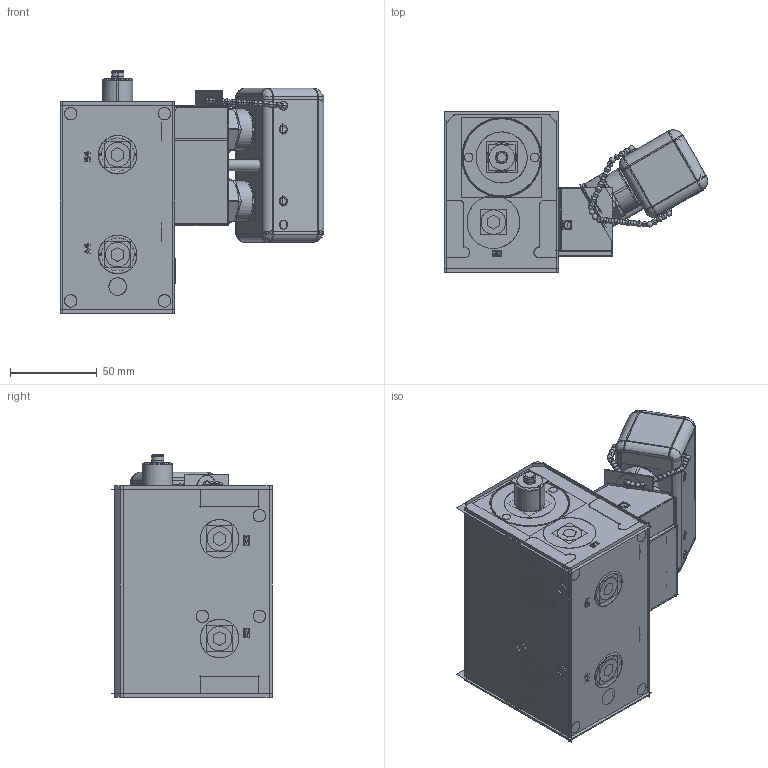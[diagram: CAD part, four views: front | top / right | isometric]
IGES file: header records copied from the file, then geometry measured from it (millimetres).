
Start section:  PTC IGES file: ilc56000524.igs
Global section: file name: ilc56000524.igs; native system: Creo Parametric by Parametric Technology Corporation; preprocessor: 2013320; author: npeters; organization: Unknown; date: 20200416.113311; units: inch
Bounding box: 151.72 x 92.46 x 139.94 mm (x, y, z)
Surface area: 243412.5 mm2 (no closed solid volume)
Topology: 0 solids, 0 shells, 2680 faces, 32621 edges, 39294 vertices
Faces by surface type: bspline 1592, revolution 1088
